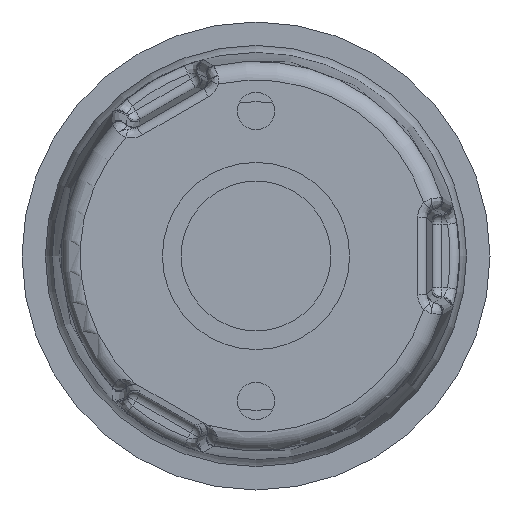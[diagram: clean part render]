
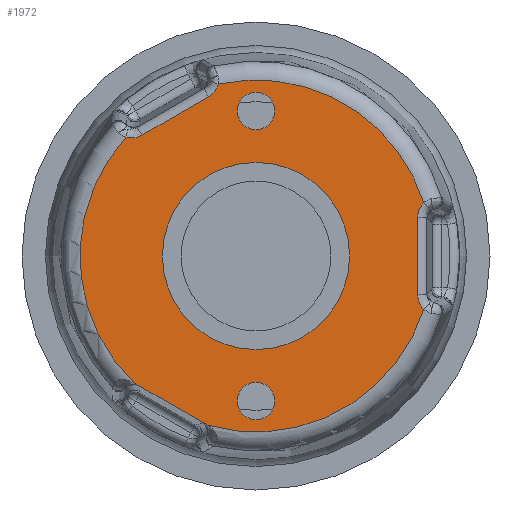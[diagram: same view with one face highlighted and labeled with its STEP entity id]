
A CAD part, front view. The second image highlights one B-rep face of the part: STEP entity #1972.
In plain terms, the highlighted planar face has unit normal (0, -1, 0).
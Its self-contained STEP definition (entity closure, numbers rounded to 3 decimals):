
#87=LINE('',#5836,#146);
#92=LINE('',#13103,#151);
#106=LINE('',#17362,#165);
#146=VECTOR('',#2289,8.233);
#151=VECTOR('',#2310,8.233);
#165=VECTOR('',#2390,9.056);
#208=B_SPLINE_CURVE_WITH_KNOTS('',3,(#5879,#5880,#5881,#5882,#5883,#5884,
#5885),.UNSPECIFIED.,.F.,.F.,(4,1,1,1,4),(0.,0.025,0.05,
0.1,0.175),.UNSPECIFIED.);
#213=B_SPLINE_CURVE_WITH_KNOTS('',3,(#9792,#9793,#9794,#9795,#9796,#9797,
#9798),.UNSPECIFIED.,.F.,.F.,(4,1,1,1,4),(0.,0.1,0.125,
0.15,0.175),.UNSPECIFIED.);
#224=B_SPLINE_CURVE_WITH_KNOTS('',3,(#13140,#13141,#13142,#13143,#13144,
#13145),.UNSPECIFIED.,.F.,.F.,(4,1,1,4),(0.,0.025,0.075,
0.175),.UNSPECIFIED.);
#229=B_SPLINE_CURVE_WITH_KNOTS('',3,(#16744,#16745,#16746,#16747,#16748,
#16749,#16750),.UNSPECIFIED.,.F.,.F.,(4,1,1,1,4),(0.,0.075,
0.125,0.15,0.175),.UNSPECIFIED.);
#353=PLANE('',#2168);
#383=FACE_BOUND('',#669,.T.);
#384=FACE_BOUND('',#670,.T.);
#385=FACE_BOUND('',#671,.T.);
#517=FACE_OUTER_BOUND('',#668,.T.);
#668=EDGE_LOOP('',(#1739,#1740,#1741,#1742,#1743,#1744,#1745,#1746,#1747,
#1748));
#669=EDGE_LOOP('',(#1749));
#670=EDGE_LOOP('',(#1750));
#671=EDGE_LOOP('',(#1751));
#736=CIRCLE('',#2016,10.);
#743=CIRCLE('',#2028,2.);
#745=CIRCLE('',#2031,2.);
#819=CIRCLE('',#2161,18.803);
#820=CIRCLE('',#2163,18.803);
#823=CIRCLE('',#2167,18.803);
#855=VERTEX_POINT('',#2765);
#862=VERTEX_POINT('',#2784);
#864=VERTEX_POINT('',#2789);
#865=VERTEX_POINT('',#4811);
#869=VERTEX_POINT('',#5829);
#872=VERTEX_POINT('',#5834);
#874=VERTEX_POINT('',#8642);
#885=VERTEX_POINT('',#12036);
#889=VERTEX_POINT('',#13096);
#892=VERTEX_POINT('',#13101);
#894=VERTEX_POINT('',#15682);
#933=VERTEX_POINT('',#17356);
#934=VERTEX_POINT('',#17361);
#1029=EDGE_CURVE('',#855,#855,#736,.T.);
#1036=EDGE_CURVE('',#862,#862,#743,.T.);
#1038=EDGE_CURVE('',#864,#864,#745,.T.);
#1046=EDGE_CURVE('',#872,#869,#87,.T.);
#1048=EDGE_CURVE('',#865,#872,#208,.T.);
#1054=EDGE_CURVE('',#869,#874,#213,.T.);
#1073=EDGE_CURVE('',#892,#889,#92,.T.);
#1075=EDGE_CURVE('',#885,#892,#224,.T.);
#1081=EDGE_CURVE('',#889,#894,#229,.T.);
#1142=EDGE_CURVE('',#934,#933,#106,.T.);
#1261=EDGE_CURVE('',#894,#865,#819,.T.);
#1262=EDGE_CURVE('',#874,#933,#820,.T.);
#1265=EDGE_CURVE('',#934,#885,#823,.T.);
#1739=ORIENTED_EDGE('',*,*,#1048,.F.);
#1740=ORIENTED_EDGE('',*,*,#1261,.F.);
#1741=ORIENTED_EDGE('',*,*,#1081,.F.);
#1742=ORIENTED_EDGE('',*,*,#1073,.F.);
#1743=ORIENTED_EDGE('',*,*,#1075,.F.);
#1744=ORIENTED_EDGE('',*,*,#1265,.F.);
#1745=ORIENTED_EDGE('',*,*,#1142,.T.);
#1746=ORIENTED_EDGE('',*,*,#1262,.F.);
#1747=ORIENTED_EDGE('',*,*,#1054,.F.);
#1748=ORIENTED_EDGE('',*,*,#1046,.F.);
#1749=ORIENTED_EDGE('',*,*,#1029,.F.);
#1750=ORIENTED_EDGE('',*,*,#1036,.T.);
#1751=ORIENTED_EDGE('',*,*,#1038,.T.);
#1972=ADVANCED_FACE('',(#517,#383,#384,#385),#353,.T.);
#2016=AXIS2_PLACEMENT_3D('',#2766,#2248,#2249);
#2028=AXIS2_PLACEMENT_3D('',#2785,#2272,#2273);
#2031=AXIS2_PLACEMENT_3D('',#2790,#2278,#2279);
#2161=AXIS2_PLACEMENT_3D('',#18114,#2597,#2598);
#2163=AXIS2_PLACEMENT_3D('',#18116,#2601,#2602);
#2167=AXIS2_PLACEMENT_3D('',#18120,#2609,#2610);
#2168=AXIS2_PLACEMENT_3D('',#18121,#2611,#2612);
#2248=DIRECTION('center_axis',(0.,-1.,0.));
#2249=DIRECTION('ref_axis',(1.,0.,0.));
#2272=DIRECTION('center_axis',(0.,1.,0.));
#2273=DIRECTION('ref_axis',(1.,0.,0.));
#2278=DIRECTION('center_axis',(0.,1.,0.));
#2279=DIRECTION('ref_axis',(1.,0.,0.));
#2289=DIRECTION('',(0.,0.,-1.));
#2310=DIRECTION('',(0.866,0.,0.5));
#2390=DIRECTION('',(0.866,0.,-0.5));
#2597=DIRECTION('center_axis',(0.,1.,0.));
#2598=DIRECTION('ref_axis',(-1.,0.,0.));
#2601=DIRECTION('center_axis',(0.,1.,0.));
#2602=DIRECTION('ref_axis',(-1.,0.,0.));
#2609=DIRECTION('center_axis',(0.,1.,0.));
#2610=DIRECTION('ref_axis',(-1.,0.,0.));
#2611=DIRECTION('center_axis',(0.,-1.,0.));
#2612=DIRECTION('ref_axis',(0.,0.,-1.));
#2765=CARTESIAN_POINT('',(10.,0.,0.));
#2766=CARTESIAN_POINT('Origin',(0.,0.,0.));
#2784=CARTESIAN_POINT('',(2.,0.,15.5));
#2785=CARTESIAN_POINT('Origin',(0.,0.,15.5));
#2789=CARTESIAN_POINT('',(2.,0.,-15.5));
#2790=CARTESIAN_POINT('Origin',(0.,0.,-15.5));
#4811=CARTESIAN_POINT('',(17.919,0.,5.698));
#5829=CARTESIAN_POINT('',(17.267,0.,-4.117));
#5834=CARTESIAN_POINT('',(17.267,0.,4.117));
#5836=CARTESIAN_POINT('',(17.267,0.,2.5));
#5879=CARTESIAN_POINT('Ctrl Pts',(17.919,0.,
5.698));
#5880=CARTESIAN_POINT('Ctrl Pts',(17.864,0.,
5.636));
#5881=CARTESIAN_POINT('Ctrl Pts',(17.757,0.,
5.508));
#5882=CARTESIAN_POINT('Ctrl Pts',(17.565,0.,
5.234));
#5883=CARTESIAN_POINT('Ctrl Pts',(17.342,0.,
4.783));
#5884=CARTESIAN_POINT('Ctrl Pts',(17.267,0.,
4.367));
#5885=CARTESIAN_POINT('Ctrl Pts',(17.267,0.,
4.117));
#8642=CARTESIAN_POINT('',(17.919,0.,-5.698));
#9792=CARTESIAN_POINT('Ctrl Pts',(17.267,0.,
-4.117));
#9793=CARTESIAN_POINT('Ctrl Pts',(17.267,0.,
-4.45));
#9794=CARTESIAN_POINT('Ctrl Pts',(17.368,0.,
-4.866));
#9795=CARTESIAN_POINT('Ctrl Pts',(17.613,0.,
-5.303));
#9796=CARTESIAN_POINT('Ctrl Pts',(17.757,0.,
-5.508));
#9797=CARTESIAN_POINT('Ctrl Pts',(17.864,0.,
-5.636));
#9798=CARTESIAN_POINT('Ctrl Pts',(17.919,0.,
-5.698));
#12036=CARTESIAN_POINT('',(-13.894,0.,12.669));
#13096=CARTESIAN_POINT('',(-5.069,0.,17.012));
#13101=CARTESIAN_POINT('',(-12.199,0.,12.896));
#13103=CARTESIAN_POINT('',(-10.799,0.,13.704));
#13140=CARTESIAN_POINT('Ctrl Pts',(-13.894,0.,
12.669));
#13141=CARTESIAN_POINT('Ctrl Pts',(-13.813,0.,
12.653));
#13142=CARTESIAN_POINT('Ctrl Pts',(-13.566,0.,
12.609));
#13143=CARTESIAN_POINT('Ctrl Pts',(-12.98,0.,
12.584));
#13144=CARTESIAN_POINT('Ctrl Pts',(-12.487,0.,
12.729));
#13145=CARTESIAN_POINT('Ctrl Pts',(-12.199,0.,
12.896));
#15682=CARTESIAN_POINT('',(-4.025,0.,18.367));
#16744=CARTESIAN_POINT('Ctrl Pts',(-5.069,0.,
17.012));
#16745=CARTESIAN_POINT('Ctrl Pts',(-4.852,0.,
17.137));
#16746=CARTESIAN_POINT('Ctrl Pts',(-4.529,0.,
17.41));
#16747=CARTESIAN_POINT('Ctrl Pts',(-4.249,0.,
17.829));
#16748=CARTESIAN_POINT('Ctrl Pts',(-4.108,0.,
18.132));
#16749=CARTESIAN_POINT('Ctrl Pts',(-4.051,0.,
18.288));
#16750=CARTESIAN_POINT('Ctrl Pts',(-4.025,0.,
18.367));
#17356=CARTESIAN_POINT('',(-5.204,0.,-18.069));
#17361=CARTESIAN_POINT('',(-13.046,0.,-13.541));
#17362=CARTESIAN_POINT('',(-6.96,0.,-17.055));
#18114=CARTESIAN_POINT('Origin',(0.,0.,0.));
#18116=CARTESIAN_POINT('Origin',(0.,0.,0.));
#18120=CARTESIAN_POINT('Origin',(0.,0.,0.));
#18121=CARTESIAN_POINT('Origin',(0.,0.,0.));
